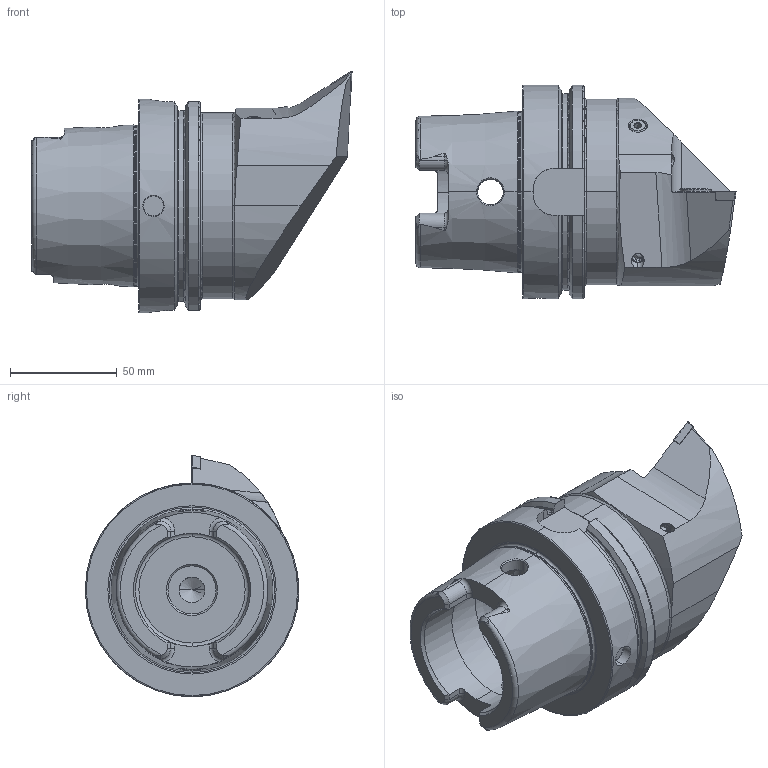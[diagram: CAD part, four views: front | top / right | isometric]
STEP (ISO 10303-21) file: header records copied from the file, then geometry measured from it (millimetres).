
FILE_DESCRIPTION (( 'STEP AP214' ), '1' );
FILE_NAME ('HA0.KDB.LUA.100-HP.STEP', '2023-03-06T14:54:23', ( '' ), ( '' ), 'SwSTEP 2.0', 'SolidWorks 2017', '' );
FILE_SCHEMA (( 'AUTOMOTIVE_DESIGN' ));
Length unit declared in the file: millimetre
Products named in the file (11): CHP-ER1.015.006_A; ISO 8752 2x8; CHP-ER1.008.014_A; KVT_MB_600_060; DIN 7991 - M5x15; DIN 3771 - 13x1; HA0.KDB.LUA.100-HP; CHP-ER1.015.006; WCB-ER2.001.009_A; DCMT11T304; HA0-KDB.LUA.100-HP_A_Fertigbearbeitung
Assembly tree (10 placements, depth 3):
  HA0.KDB.LUA.100-HP
    HA0-KDB.LUA.100-HP_A_Fertigbearbeitung
    CHP-ER1.008.014_A
    CHP-ER1.015.006
      CHP-ER1.015.006_A
      DIN 3771 - 13x1
      DIN 7991 - M5x15
    WCB-ER2.001.009_A
    ISO 8752 2x8
    KVT_MB_600_060
    DCMT11T304
Bounding box: 149.9 x 100 x 113.01 mm (x, y, z)
Volume: 542492.3 mm3; surface area: 70726.9 mm2
Topology: 10 solids, 10 shells, 449 faces, 1106 edges, 663 vertices
Faces by surface type: cylinder 131, cone 122, plane 116, torus 56, bspline 20, sphere 4
Entity records: 16419 total; most frequent: CARTESIAN_POINT 4927, ORIENTED_EDGE 2162, DIRECTION 2145, EDGE_CURVE 1081, AXIS2_PLACEMENT_3D 866, VERTEX_POINT 660, EDGE_LOOP 475, FACE_OUTER_BOUND 449
